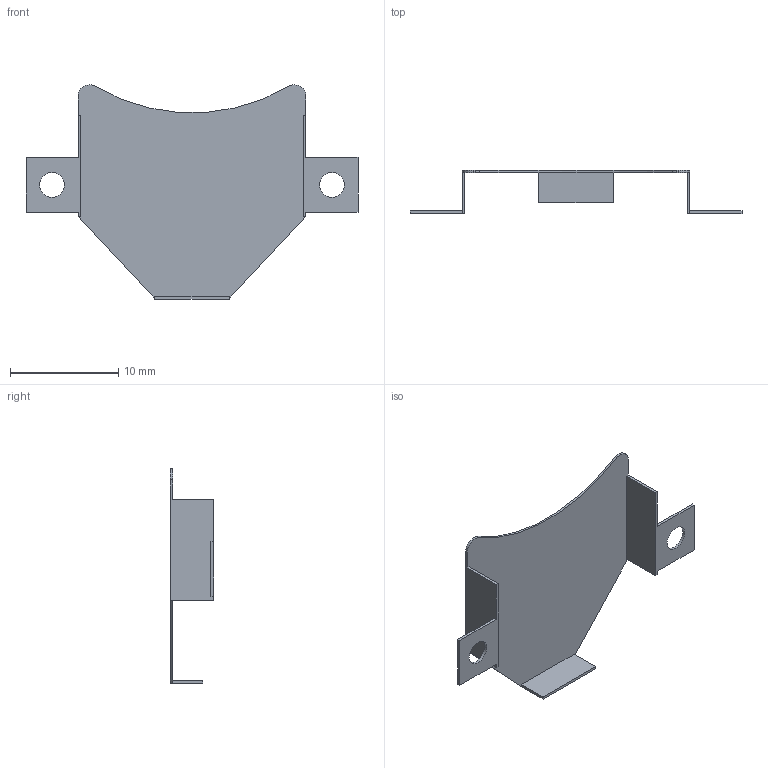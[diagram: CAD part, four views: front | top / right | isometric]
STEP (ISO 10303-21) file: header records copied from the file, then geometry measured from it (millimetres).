
FILE_DESCRIPTION (( 'STEP AP203' ), '1' );
FILE_NAME ('BK-883.STEP', '2014-04-21T14:27:20', ( '' ), ( '' ), 'SwSTEP 2.0', 'SolidWorks 2012', '' );
FILE_SCHEMA (( 'CONFIG_CONTROL_DESIGN' ));
Length unit declared in the file: inch
Products named in the file (1): BK-883
Bounding box: 30.73 x 4.01 x 19.81 mm (x, y, z)
Volume: 100.7 mm3; surface area: 954 mm2
Topology: 1 solids, 1 shells, 38 faces, 104 edges, 68 vertices
Faces by surface type: plane 29, cylinder 9
Entity records: 1281 total; most frequent: CARTESIAN_POINT 211, ORIENTED_EDGE 208, DIRECTION 200, EDGE_CURVE 104, VECTOR 86, LINE 86, VERTEX_POINT 68, AXIS2_PLACEMENT_3D 57
